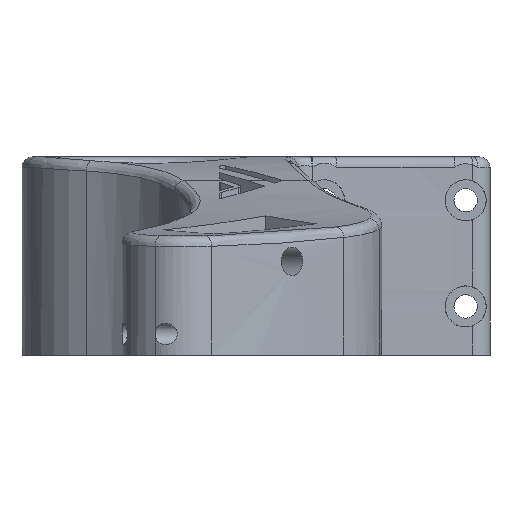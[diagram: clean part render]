
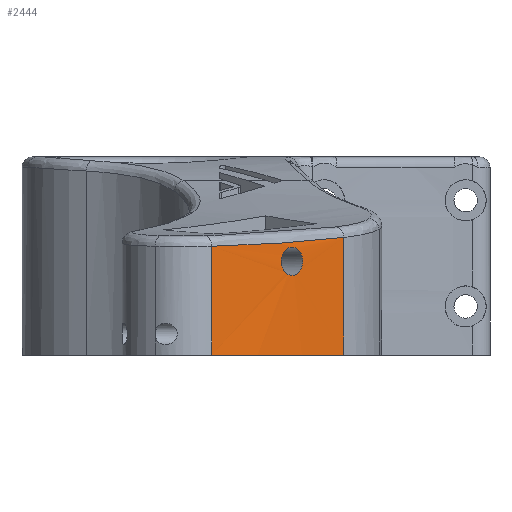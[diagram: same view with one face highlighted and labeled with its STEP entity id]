
A CAD part, left-side view. The second image highlights one B-rep face of the part: STEP entity #2444.
In plain terms, the highlighted cylindrical face has radius 137.476 mm (diameter 274.953 mm), a partial arc.
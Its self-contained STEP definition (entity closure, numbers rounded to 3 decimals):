
#81=FACE_BOUND('',#332,.T.);
#182=FACE_OUTER_BOUND('',#331,.T.);
#331=EDGE_LOOP('',(#1873,#1874,#1875,#1876));
#332=EDGE_LOOP('',(#1877));
#467=B_SPLINE_CURVE_WITH_KNOTS('',3,(#4940,#4941,#4942,#4943,#4944,#4945,
#4946,#4947,#4948,#4949,#4950,#4951,#4952,#4953,#4954,#4955,#4956,#4957,
#4958,#4959,#4960,#4961,#4962,#4963,#4964,#4965,#4966,#4967,#4968,#4969,
#4970,#4971,#4972,#4973),.UNSPECIFIED.,.T.,.F.,(4,2,2,2,2,2,2,2,2,2,2,2,
2,2,2,2,4),(0.,0.075,0.151,0.226,0.302,
0.377,0.453,0.528,0.603,
0.679,0.754,0.83,0.905,
0.981,1.056,1.132,1.207),
 .UNSPECIFIED.);
#474=B_SPLINE_CURVE_WITH_KNOTS('',3,(#5106,#5107,#5108,#5109),
 .UNSPECIFIED.,.F.,.F.,(4,4),(-3.201,-0.782),
 .UNSPECIFIED.);
#552=LINE('',#3863,#697);
#598=LINE('',#5104,#743);
#697=VECTOR('',#2931,10.);
#743=VECTOR('',#3145,10.);
#814=CIRCLE('',#2560,137.476);
#968=VERTEX_POINT('',#3754);
#969=VERTEX_POINT('',#3756);
#1021=VERTEX_POINT('',#3862);
#1080=VERTEX_POINT('',#4938);
#1110=VERTEX_POINT('',#5099);
#1228=EDGE_CURVE('',#969,#968,#814,.T.);
#1281=EDGE_CURVE('',#1021,#969,#552,.T.);
#1368=EDGE_CURVE('',#1080,#1080,#467,.T.);
#1405=EDGE_CURVE('',#1110,#968,#598,.T.);
#1406=EDGE_CURVE('',#1110,#1021,#474,.T.);
#1873=ORIENTED_EDGE('',*,*,#1228,.T.);
#1874=ORIENTED_EDGE('',*,*,#1405,.F.);
#1875=ORIENTED_EDGE('',*,*,#1406,.T.);
#1876=ORIENTED_EDGE('',*,*,#1281,.T.);
#1877=ORIENTED_EDGE('',*,*,#1368,.F.);
#2367=CYLINDRICAL_SURFACE('',#2671,137.476);
#2444=ADVANCED_FACE('',(#182,#81),#2367,.T.);
#2560=AXIS2_PLACEMENT_3D('',#3757,#2850,#2851);
#2671=AXIS2_PLACEMENT_3D('',#5105,#3146,#3147);
#2850=DIRECTION('center_axis',(0.,0.,1.));
#2851=DIRECTION('ref_axis',(-0.82,-0.573,0.));
#2931=DIRECTION('',(0.,0.,-1.));
#3145=DIRECTION('',(0.,0.,-1.));
#3146=DIRECTION('center_axis',(0.,0.,-1.));
#3147=DIRECTION('ref_axis',(-0.82,-0.573,0.));
#3754=CARTESIAN_POINT('',(-166.229,-555.344,272.731));
#3756=CARTESIAN_POINT('',(-181.919,-536.671,272.731));
#3757=CARTESIAN_POINT('Origin',(-69.234,-457.919,272.731));
#3862=CARTESIAN_POINT('',(-181.919,-536.671,288.11));
#3863=CARTESIAN_POINT('',(-181.919,-536.671,275.731));
#4938=CARTESIAN_POINT('',(-174.338,-546.536,285.981));
#4940=CARTESIAN_POINT('Ctrl Pts',(-174.338,-546.536,285.981));
#4941=CARTESIAN_POINT('Ctrl Pts',(-174.338,-546.536,285.729));
#4942=CARTESIAN_POINT('Ctrl Pts',(-174.305,-546.575,285.462));
#4943=CARTESIAN_POINT('Ctrl Pts',(-174.173,-546.731,284.969));
#4944=CARTESIAN_POINT('Ctrl Pts',(-174.074,-546.849,284.744));
#4945=CARTESIAN_POINT('Ctrl Pts',(-173.843,-547.12,284.389));
#4946=CARTESIAN_POINT('Ctrl Pts',(-173.696,-547.292,284.235));
#4947=CARTESIAN_POINT('Ctrl Pts',(-173.374,-547.667,284.031));
#4948=CARTESIAN_POINT('Ctrl Pts',(-173.199,-547.87,283.981));
#4949=CARTESIAN_POINT('Ctrl Pts',(-172.869,-548.25,283.981));
#4950=CARTESIAN_POINT('Ctrl Pts',(-172.692,-548.453,284.031));
#4951=CARTESIAN_POINT('Ctrl Pts',(-172.366,-548.824,284.235));
#4952=CARTESIAN_POINT('Ctrl Pts',(-172.217,-548.993,284.389));
#4953=CARTESIAN_POINT('Ctrl Pts',(-171.981,-549.259,284.744));
#4954=CARTESIAN_POINT('Ctrl Pts',(-171.878,-549.374,284.969));
#4955=CARTESIAN_POINT('Ctrl Pts',(-171.742,-549.526,285.462));
#4956=CARTESIAN_POINT('Ctrl Pts',(-171.709,-549.564,285.729));
#4957=CARTESIAN_POINT('Ctrl Pts',(-171.709,-549.564,286.232));
#4958=CARTESIAN_POINT('Ctrl Pts',(-171.742,-549.526,286.499));
#4959=CARTESIAN_POINT('Ctrl Pts',(-171.878,-549.374,286.992));
#4960=CARTESIAN_POINT('Ctrl Pts',(-171.981,-549.259,287.217));
#4961=CARTESIAN_POINT('Ctrl Pts',(-172.217,-548.993,287.572));
#4962=CARTESIAN_POINT('Ctrl Pts',(-172.366,-548.824,287.726));
#4963=CARTESIAN_POINT('Ctrl Pts',(-172.692,-548.453,287.93));
#4964=CARTESIAN_POINT('Ctrl Pts',(-172.869,-548.25,287.981));
#4965=CARTESIAN_POINT('Ctrl Pts',(-173.199,-547.87,287.981));
#4966=CARTESIAN_POINT('Ctrl Pts',(-173.374,-547.667,287.93));
#4967=CARTESIAN_POINT('Ctrl Pts',(-173.696,-547.292,287.726));
#4968=CARTESIAN_POINT('Ctrl Pts',(-173.843,-547.12,287.572));
#4969=CARTESIAN_POINT('Ctrl Pts',(-174.074,-546.849,287.217));
#4970=CARTESIAN_POINT('Ctrl Pts',(-174.173,-546.731,286.992));
#4971=CARTESIAN_POINT('Ctrl Pts',(-174.305,-546.575,286.499));
#4972=CARTESIAN_POINT('Ctrl Pts',(-174.338,-546.536,286.232));
#4973=CARTESIAN_POINT('Ctrl Pts',(-174.338,-546.536,285.981));
#5099=CARTESIAN_POINT('',(-166.229,-555.344,289.354));
#5104=CARTESIAN_POINT('',(-166.229,-555.344,275.731));
#5105=CARTESIAN_POINT('Origin',(-69.234,-457.919,275.731));
#5106=CARTESIAN_POINT('Ctrl Pts',(-166.229,-555.344,289.354));
#5107=CARTESIAN_POINT('Ctrl Pts',(-171.986,-549.613,288.673));
#5108=CARTESIAN_POINT('Ctrl Pts',(-177.25,-543.352,288.299));
#5109=CARTESIAN_POINT('Ctrl Pts',(-181.919,-536.671,288.11));
